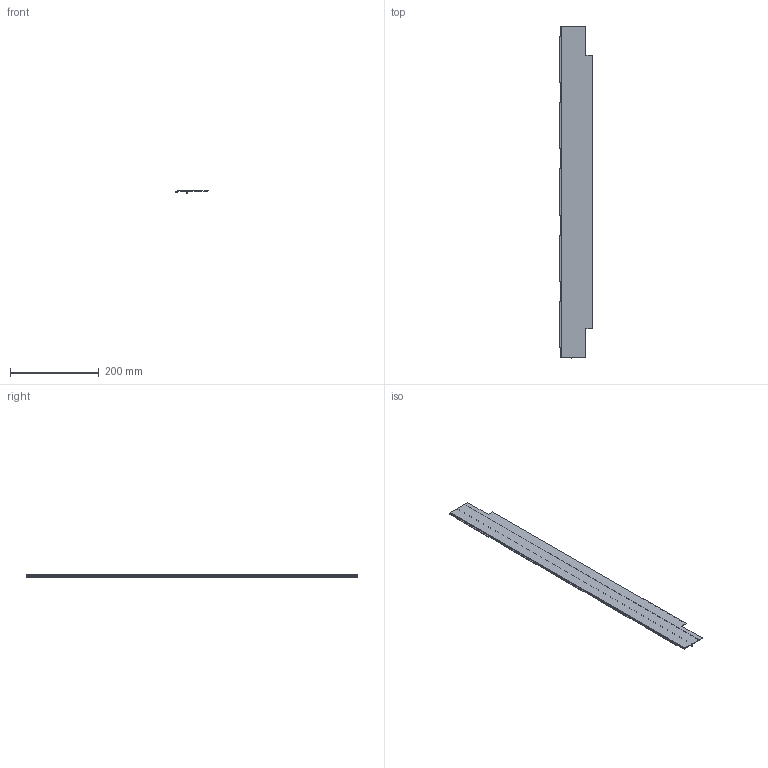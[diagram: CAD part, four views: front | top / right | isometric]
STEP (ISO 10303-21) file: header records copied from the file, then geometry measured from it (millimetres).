
FILE_DESCRIPTION(('STEP AP214'),'1');
FILE_NAME('cctmp_362FF5E2-475F-4770-B98B-B69ABF04EEDE_2023_07_22_15_47_14_0270..stp','2023-07-22T13:47:14',('SIEMENS A&D'),('CADClick - www.CADClick.com'),'Spatial InterOp 3D postprocessed',' ','unknown authorization');
FILE_SCHEMA(('AUTOMOTIVE_DESIGN'));
Length unit declared in the file: millimetre
Products named in the file (1): 2023_07_22_15_47_14_0263
Bounding box: 73 x 750 x 6.1 mm (x, y, z)
Volume: 85770.3 mm3; surface area: 117306.1 mm2
Topology: 1 solids, 1 shells, 50 faces, 144 edges, 96 vertices
Faces by surface type: plane 46, cylinder 4
Entity records: 1790 total; most frequent: CARTESIAN_POINT 291, ORIENTED_EDGE 288, DIRECTION 254, EDGE_CURVE 144, LINE 136, VECTOR 136, VERTEX_POINT 96, AXIS2_PLACEMENT_3D 59
